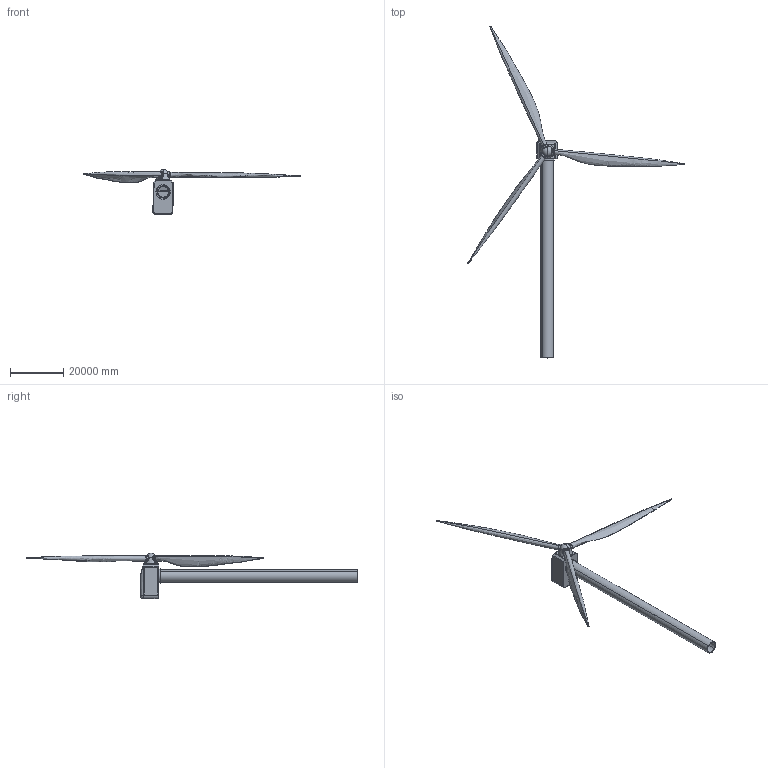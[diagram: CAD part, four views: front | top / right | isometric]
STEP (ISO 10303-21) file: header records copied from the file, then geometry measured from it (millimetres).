
FILE_DESCRIPTION (( 'STEP AP203' ), '1' );
FILE_NAME ('Wind Turbine.STEP', '2024-07-05T15:18:08', ( '' ), ( '' ), 'SwSTEP 2.0', 'SolidWorks 2024', '' );
FILE_SCHEMA (( 'CONFIG_CONTROL_DESIGN' ));
Length unit declared in the file: millimetre
Products named in the file (5): Hub; Blade; tower; Wind Turbine; Nacelle
Assembly tree (6 placements, depth 2):
  Wind Turbine
    Nacelle
    Hub
    Blade  x3
    tower
Bounding box: 81295.58 x 124483.1 x 17029.96 mm (x, y, z)
Volume: 728732019043.3 mm3; surface area: 6133847787.6 mm2
Topology: 6 solids, 7 shells, 142 faces, 329 edges, 200 vertices
Faces by surface type: cylinder 65, plane 35, bspline 17, sphere 12, torus 9, cone 4
Entity records: 10099 total; most frequent: CARTESIAN_POINT 6593, DIRECTION 642, ORIENTED_EDGE 602, EDGE_CURVE 301, AXIS2_PLACEMENT_3D 270, VERTEX_POINT 184, EDGE_LOOP 145, CIRCLE 144
